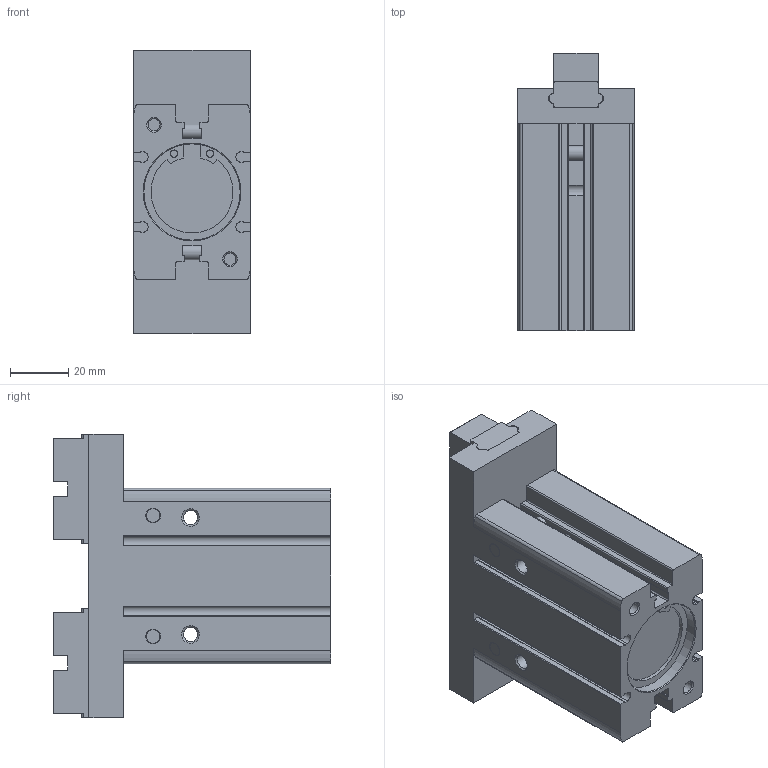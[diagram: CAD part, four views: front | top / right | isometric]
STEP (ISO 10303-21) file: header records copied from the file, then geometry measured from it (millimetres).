
FILE_DESCRIPTION(/* description */ ('STEP AP214'),/* implementation_level */ '2;1');
FILE_NAME(/* name */ '8116886_DHPC-32-A-B-2',/* time_stamp */ '2024-08-19T18:46:35+02:00',/* author */ ('License CC BY-ND 4.0'),/* organization */ ('CADENAS'),/* preprocessor_version */ 'ST-DEVELOPER v19.3',/* originating_system */ 'PARTsolutions',/* authorisation */ ' ');
FILE_SCHEMA (('AUTOMOTIVE_DESIGN {1 0 10303 214 3 1 1}'));
Length unit declared in the file: millimetre
Products named in the file (3): 8116886 DHPC-32-A-B-2---(1high); 8116733 DHPC-32-A-B-2---(highG); 8116264 DHPC-32-A-2---(high)
Assembly tree (3 placements, depth 2):
  8116886 DHPC-32-A-B-2---(1high)
    8116733 DHPC-32-A-B-2---(highG)
    8116264 DHPC-32-A-2---(high)  x2
Bounding box: 40 x 95 x 97 mm (x, y, z)
Volume: 199723.4 mm3; surface area: 43142.9 mm2
Topology: 3 solids, 3 shells, 435 faces, 1152 edges, 753 vertices
Faces by surface type: plane 225, cylinder 181, cone 25, torus 4
Full cylindrical faces by diameter (mm): 2.5 x2, 4.134 x2, 4.917 x8, 5 x8, 7 x4, 8 x4, 33 x1
Entity records: 11171 total; most frequent: CARTESIAN_POINT 2074, DIRECTION 1912, ORIENTED_EDGE 1812, EDGE_CURVE 906, AXIS2_PLACEMENT_3D 688, VERTEX_POINT 626, LINE 536, VECTOR 536
